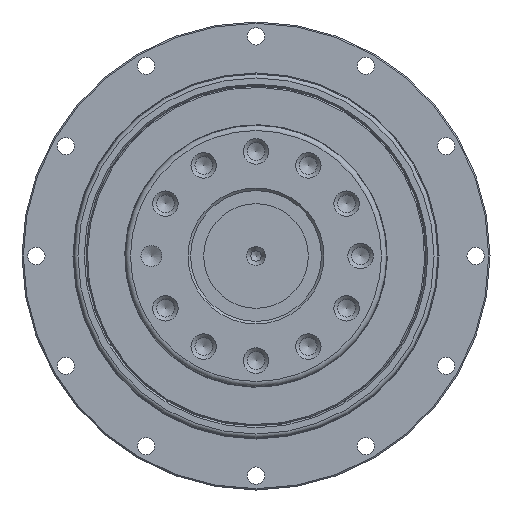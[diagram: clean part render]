
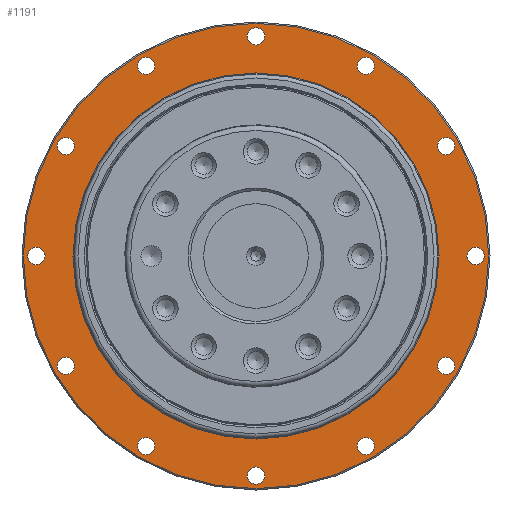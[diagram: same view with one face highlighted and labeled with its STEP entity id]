
A CAD part, left-side view. The second image highlights one B-rep face of the part: STEP entity #1191.
In plain terms, the highlighted planar face has unit normal (-1, 0, 0).
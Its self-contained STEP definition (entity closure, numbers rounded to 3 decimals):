
#185=CARTESIAN_POINT('',(-45.,89.,0.0));
#186=VERTEX_POINT('',#185);
#187=CARTESIAN_POINT('',(-45.,0.,0.0));
#188=DIRECTION('',(-1.0,0.0,0.0));
#189=DIRECTION('',(0.0,-1.0,0.0));
#190=AXIS2_PLACEMENT_3D('',#187,#188,#189);
#191=CIRCLE('',#190,89.);
#192=EDGE_CURVE('',#186,#186,#191,.T.);
#269=CARTESIAN_POINT('',(-45.0,-42.,-76.046));
#270=VERTEX_POINT('',#269);
#271=CARTESIAN_POINT('',(-45.0,-42.,-72.746));
#272=DIRECTION('',(-1.0,0.0,0.0));
#273=DIRECTION('',(0.0,-1.0,0.0));
#274=AXIS2_PLACEMENT_3D('',#271,#272,#273);
#275=CIRCLE('',#274,3.3);
#276=EDGE_CURVE('',#270,#270,#275,.T.);
#297=CARTESIAN_POINT('',(-45.,-72.746,-45.3));
#298=VERTEX_POINT('',#297);
#299=CARTESIAN_POINT('',(-45.,-72.746,-42.));
#300=DIRECTION('',(-1.0,0.0,0.0));
#301=DIRECTION('',(0.0,-1.0,0.0));
#302=AXIS2_PLACEMENT_3D('',#299,#300,#301);
#303=CIRCLE('',#302,3.3);
#304=EDGE_CURVE('',#298,#298,#303,.T.);
#325=CARTESIAN_POINT('',(-45.,-84.,-3.3));
#326=VERTEX_POINT('',#325);
#327=CARTESIAN_POINT('',(-45.,-84.,0.));
#328=DIRECTION('',(-1.0,0.0,0.0));
#329=DIRECTION('',(0.0,-1.0,0.0));
#330=AXIS2_PLACEMENT_3D('',#327,#328,#329);
#331=CIRCLE('',#330,3.3);
#332=EDGE_CURVE('',#326,#326,#331,.T.);
#353=CARTESIAN_POINT('',(-45.,-72.746,38.7));
#354=VERTEX_POINT('',#353);
#355=CARTESIAN_POINT('',(-45.,-72.746,42.));
#356=DIRECTION('',(-1.0,0.0,0.0));
#357=DIRECTION('',(0.0,-1.0,0.0));
#358=AXIS2_PLACEMENT_3D('',#355,#356,#357);
#359=CIRCLE('',#358,3.3);
#360=EDGE_CURVE('',#354,#354,#359,.T.);
#381=CARTESIAN_POINT('',(-45.0,-42.,69.446));
#382=VERTEX_POINT('',#381);
#383=CARTESIAN_POINT('',(-45.0,-42.,72.746));
#384=DIRECTION('',(-1.0,0.0,0.0));
#385=DIRECTION('',(0.0,-1.0,0.0));
#386=AXIS2_PLACEMENT_3D('',#383,#384,#385);
#387=CIRCLE('',#386,3.3);
#388=EDGE_CURVE('',#382,#382,#387,.T.);
#409=CARTESIAN_POINT('',(-45.,0.,80.7));
#410=VERTEX_POINT('',#409);
#411=CARTESIAN_POINT('',(-45.,0.,84.0));
#412=DIRECTION('',(-1.0,0.0,0.0));
#413=DIRECTION('',(0.0,-1.0,0.0));
#414=AXIS2_PLACEMENT_3D('',#411,#412,#413);
#415=CIRCLE('',#414,3.3);
#416=EDGE_CURVE('',#410,#410,#415,.T.);
#437=CARTESIAN_POINT('',(-45.,42.,69.446));
#438=VERTEX_POINT('',#437);
#439=CARTESIAN_POINT('',(-45.,42.,72.746));
#440=DIRECTION('',(-1.0,0.0,0.0));
#441=DIRECTION('',(0.0,-1.0,0.0));
#442=AXIS2_PLACEMENT_3D('',#439,#440,#441);
#443=CIRCLE('',#442,3.3);
#444=EDGE_CURVE('',#438,#438,#443,.T.);
#465=CARTESIAN_POINT('',(-45.,72.746,38.7));
#466=VERTEX_POINT('',#465);
#467=CARTESIAN_POINT('',(-45.,72.746,42.));
#468=DIRECTION('',(-1.0,0.0,0.0));
#469=DIRECTION('',(0.0,-1.0,0.0));
#470=AXIS2_PLACEMENT_3D('',#467,#468,#469);
#471=CIRCLE('',#470,3.3);
#472=EDGE_CURVE('',#466,#466,#471,.T.);
#493=CARTESIAN_POINT('',(-45.,84.,-3.3));
#494=VERTEX_POINT('',#493);
#495=CARTESIAN_POINT('',(-45.,84.,0.));
#496=DIRECTION('',(-1.0,0.0,0.0));
#497=DIRECTION('',(0.0,-1.0,0.0));
#498=AXIS2_PLACEMENT_3D('',#495,#496,#497);
#499=CIRCLE('',#498,3.3);
#500=EDGE_CURVE('',#494,#494,#499,.T.);
#521=CARTESIAN_POINT('',(-45.,72.746,-45.3));
#522=VERTEX_POINT('',#521);
#523=CARTESIAN_POINT('',(-45.,72.746,-42.));
#524=DIRECTION('',(-1.0,0.0,0.0));
#525=DIRECTION('',(0.0,-1.0,0.0));
#526=AXIS2_PLACEMENT_3D('',#523,#524,#525);
#527=CIRCLE('',#526,3.3);
#528=EDGE_CURVE('',#522,#522,#527,.T.);
#549=CARTESIAN_POINT('',(-45.,42.,-76.046));
#550=VERTEX_POINT('',#549);
#551=CARTESIAN_POINT('',(-45.,42.,-72.746));
#552=DIRECTION('',(-1.0,0.0,0.0));
#553=DIRECTION('',(0.0,-1.0,0.0));
#554=AXIS2_PLACEMENT_3D('',#551,#552,#553);
#555=CIRCLE('',#554,3.3);
#556=EDGE_CURVE('',#550,#550,#555,.T.);
#577=CARTESIAN_POINT('',(-45.,0.,-87.3));
#578=VERTEX_POINT('',#577);
#579=CARTESIAN_POINT('',(-45.,0.,-84.0));
#580=DIRECTION('',(-1.0,0.0,0.0));
#581=DIRECTION('',(0.0,-1.0,0.0));
#582=AXIS2_PLACEMENT_3D('',#579,#580,#581);
#583=CIRCLE('',#582,3.3);
#584=EDGE_CURVE('',#578,#578,#583,.T.);
#1020=CARTESIAN_POINT('',(-45.,70.0,0.0));
#1021=VERTEX_POINT('',#1020);
#1022=CARTESIAN_POINT('',(-45.0,0.,0.0));
#1023=DIRECTION('',(1.0,0.0,0.0));
#1024=DIRECTION('',(0.0,1.0,0.0));
#1025=AXIS2_PLACEMENT_3D('',#1022,#1023,#1024);
#1026=CIRCLE('',#1025,70.);
#1027=EDGE_CURVE('',#1021,#1021,#1026,.T.);
#1144=CARTESIAN_POINT('',(-45.,70.0,0.0));
#1145=DIRECTION('',(-1.0,0.0,0.0));
#1146=DIRECTION('',(0.0,0.0,1.0));
#1147=AXIS2_PLACEMENT_3D('',#1144,#1145,#1146);
#1148=PLANE('',#1147);
#1149=ORIENTED_EDGE('',*,*,#192,.T.);
#1150=EDGE_LOOP('',(#1149));
#1151=FACE_OUTER_BOUND('',#1150,.T.);
#1152=ORIENTED_EDGE('',*,*,#276,.F.);
#1153=EDGE_LOOP('',(#1152));
#1154=FACE_BOUND('',#1153,.T.);
#1155=ORIENTED_EDGE('',*,*,#304,.F.);
#1156=EDGE_LOOP('',(#1155));
#1157=FACE_BOUND('',#1156,.T.);
#1158=ORIENTED_EDGE('',*,*,#332,.F.);
#1159=EDGE_LOOP('',(#1158));
#1160=FACE_BOUND('',#1159,.T.);
#1161=ORIENTED_EDGE('',*,*,#360,.F.);
#1162=EDGE_LOOP('',(#1161));
#1163=FACE_BOUND('',#1162,.T.);
#1164=ORIENTED_EDGE('',*,*,#388,.F.);
#1165=EDGE_LOOP('',(#1164));
#1166=FACE_BOUND('',#1165,.T.);
#1167=ORIENTED_EDGE('',*,*,#416,.F.);
#1168=EDGE_LOOP('',(#1167));
#1169=FACE_BOUND('',#1168,.T.);
#1170=ORIENTED_EDGE('',*,*,#444,.F.);
#1171=EDGE_LOOP('',(#1170));
#1172=FACE_BOUND('',#1171,.T.);
#1173=ORIENTED_EDGE('',*,*,#472,.F.);
#1174=EDGE_LOOP('',(#1173));
#1175=FACE_BOUND('',#1174,.T.);
#1176=ORIENTED_EDGE('',*,*,#500,.F.);
#1177=EDGE_LOOP('',(#1176));
#1178=FACE_BOUND('',#1177,.T.);
#1179=ORIENTED_EDGE('',*,*,#528,.F.);
#1180=EDGE_LOOP('',(#1179));
#1181=FACE_BOUND('',#1180,.T.);
#1182=ORIENTED_EDGE('',*,*,#556,.F.);
#1183=EDGE_LOOP('',(#1182));
#1184=FACE_BOUND('',#1183,.T.);
#1185=ORIENTED_EDGE('',*,*,#584,.F.);
#1186=EDGE_LOOP('',(#1185));
#1187=FACE_BOUND('',#1186,.T.);
#1188=ORIENTED_EDGE('',*,*,#1027,.T.);
#1189=EDGE_LOOP('',(#1188));
#1190=FACE_BOUND('',#1189,.T.);
#1191=ADVANCED_FACE('',(#1151,#1154,#1157,#1160,#1163,#1166,#1169,#1172,#1175,#1178,#1181,#1184,#1187,#1190),#1148,.T.);
